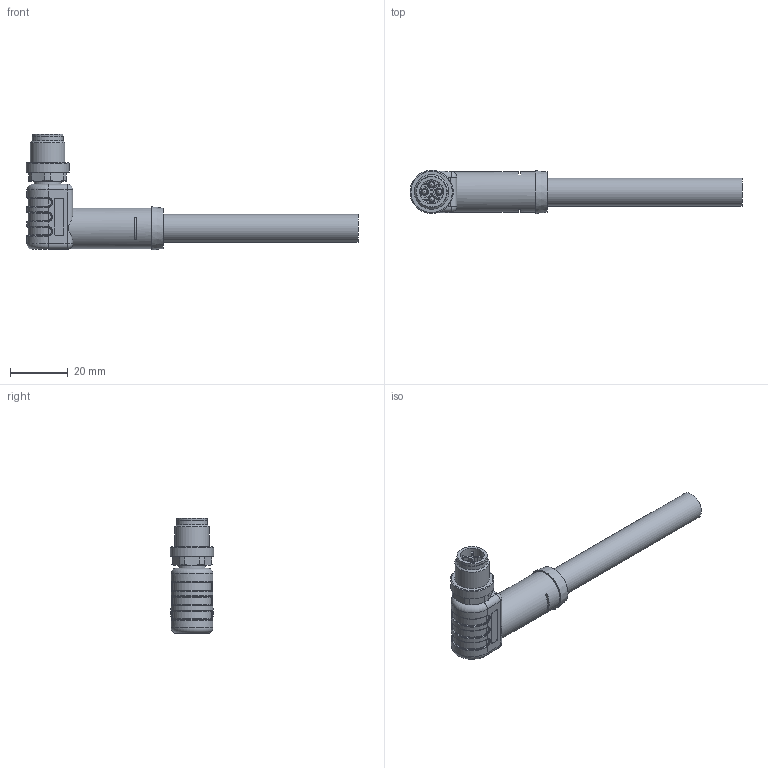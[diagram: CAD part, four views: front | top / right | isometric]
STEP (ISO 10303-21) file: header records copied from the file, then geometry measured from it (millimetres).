
FILE_DESCRIPTION(/* description */ (''),/* implementation_level */ '2;1');
FILE_NAME(/* name */ '5023021-06-04-2016.stp',/* time_stamp */ '2016-04-06T14:12:18+02:00',/* author */ (''),/* organization */ (''),/* preprocessor_version */ 'ST-DEVELOPER v16',/* originating_system */ 'SIEMENS PLM Software NX 10.0',/* authorisation */ '');
FILE_SCHEMA (('AUTOMOTIVE_DESIGN { 1 0 10303 214 3 1 1 1 }'));
Length unit declared in the file: millimetre
Products named in the file (1): t.he1F9CC59E7loq
Bounding box: 115.06 x 15 x 40.2 mm (x, y, z)
Volume: 16089.9 mm3; surface area: 6542.3 mm2
Topology: 1 solids, 1 shells, 231 faces, 549 edges, 333 vertices
Faces by surface type: plane 74, cylinder 70, bspline 36, torus 26, cone 17, sphere 8
Full cylindrical faces by diameter (mm): 1.5 x4, 2.12 x4, 8.35 x1, 9.3 x1, 9.7 x1, 10.5 x1, 10.8 x1, 12 x1, 14 x1, 15 x1
Entity records: 6817 total; most frequent: CARTESIAN_POINT 1792, DIRECTION 1074, ORIENTED_EDGE 990, EDGE_CURVE 495, AXIS2_PLACEMENT_3D 444, VERTEX_POINT 312, EDGE_LOOP 277, ADVANCED_FACE 231
